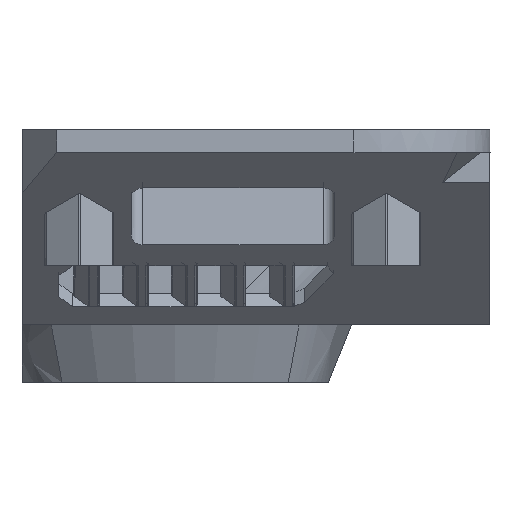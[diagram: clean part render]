
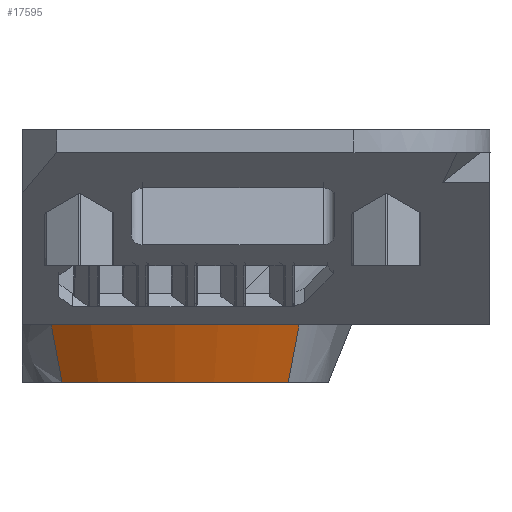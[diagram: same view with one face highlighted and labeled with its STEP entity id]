
A CAD part, left-side view. The second image highlights one B-rep face of the part: STEP entity #17595.
In plain terms, the highlighted conical face has half-angle 21.801 degrees and reference radius 21.869 mm.
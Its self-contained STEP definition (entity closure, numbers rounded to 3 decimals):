
#214=CONICAL_SURFACE('',#18622,21.869,0.381);
#1883=FACE_OUTER_BOUND('',#2834,.T.);
#2834=EDGE_LOOP('',(#16172,#16173,#16174,#16175));
#2846=CIRCLE('',#17619,22.869);
#2983=CIRCLE('',#17934,20.869);
#4680=LINE('',#32216,#6227);
#5054=LINE('',#34997,#6601);
#6227=VECTOR('',#21393,10.);
#6601=VECTOR('',#22183,10.);
#6612=VERTEX_POINT('',#22221);
#6613=VERTEX_POINT('',#22226);
#7695=VERTEX_POINT('',#29188);
#7696=VERTEX_POINT('',#29199);
#8352=EDGE_CURVE('',#6612,#6613,#2846,.T.);
#9634=EDGE_CURVE('',#7695,#7696,#2983,.T.);
#10527=EDGE_CURVE('',#6612,#7696,#4680,.T.);
#10981=EDGE_CURVE('',#7695,#6613,#5054,.T.);
#16172=ORIENTED_EDGE('',*,*,#10981,.T.);
#16173=ORIENTED_EDGE('',*,*,#8352,.F.);
#16174=ORIENTED_EDGE('',*,*,#10527,.T.);
#16175=ORIENTED_EDGE('',*,*,#9634,.F.);
#17595=ADVANCED_FACE('',(#1883),#214,.T.);
#17619=AXIS2_PLACEMENT_3D('',#22227,#18640,#18641);
#17934=AXIS2_PLACEMENT_3D('',#29200,#19794,#19795);
#18622=AXIS2_PLACEMENT_3D('',#34998,#22184,#22185);
#18640=DIRECTION('center_axis',(0.,0.,
1.));
#18641=DIRECTION('ref_axis',(-0.882,-0.471,0.));
#19794=DIRECTION('center_axis',(0.,0.,
-1.));
#19795=DIRECTION('ref_axis',(-0.882,-0.471,0.));
#21393=DIRECTION('',(0.328,-0.175,-0.928));
#22183=DIRECTION('',(-0.328,-0.175,0.928));
#22184=DIRECTION('center_axis',(0.,0.,
1.));
#22185=DIRECTION('ref_axis',(-0.882,-0.471,0.));
#22221=CARTESIAN_POINT('',(-33.29,121.633,-15.638));
#22226=CARTESIAN_POINT('',(-33.29,100.081,-15.638));
#22227=CARTESIAN_POINT('Origin',(-13.119,110.857,-15.638));
#29188=CARTESIAN_POINT('',(-31.526,101.023,-20.638));
#29199=CARTESIAN_POINT('',(-31.526,120.691,-20.638));
#29200=CARTESIAN_POINT('Origin',(-13.119,110.857,-20.638));
#32216=CARTESIAN_POINT('',(-33.29,121.633,-15.638));
#34997=CARTESIAN_POINT('',(-31.526,101.023,-20.638));
#34998=CARTESIAN_POINT('Origin',(-13.119,110.857,-18.138));
